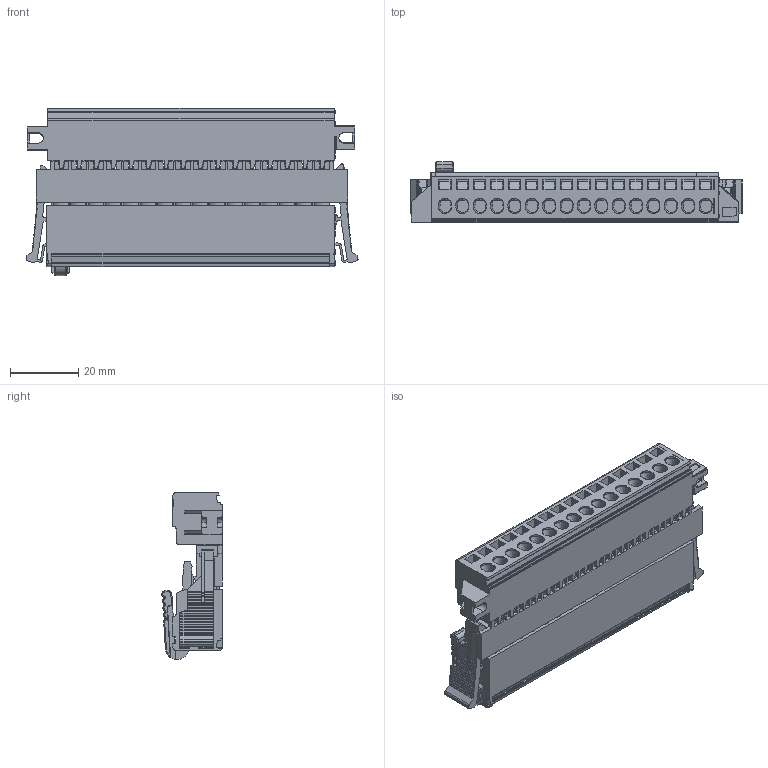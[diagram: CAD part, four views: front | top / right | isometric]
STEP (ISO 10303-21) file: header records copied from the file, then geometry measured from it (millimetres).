
FILE_DESCRIPTION(/* description */ ('Unknown'),/* implementation_level */ '2;1');
FILE_NAME(/* name */ 'DPSC5.08PMV-16W_3D_Solid',/* time_stamp */ '2026-01-13T11:22:02+06:00',/* author */ ('Unknown'),/* organization */ ('Unknown'),/* preprocessor_version */ 'ST-DEVELOPER v16.7',/* originating_system */ 'Solid Edge',/* authorisation */ 'Unknown');
FILE_SCHEMA (('AUTOMOTIVE_DESIGN {1 0 10303 214 3 1 1}'));
Products named in the file (1): DPSC5.08PMV-16W_3D_Solid
Bounding box: 97.07 x 17.72 x 48.91 mm (x, y, z)
Volume: 44078.3 mm3; surface area: 25961 mm2
Topology: 1 solids, 115 shells, 7146 faces, 20122 edges, 13463 vertices
Faces by surface type: plane 5078, cylinder 1126, bspline 833, torus 41, sphere 34, cone 34
Full cylindrical faces by diameter (mm): 0.8 x7, 1.2 x3, 1.5 x26
Entity records: 246940 total; most frequent: CARTESIAN_POINT 68591, ORIENTED_EDGE 39982, DIRECTION 32004, EDGE_CURVE 19991, LINE 14700, VECTOR 14700, VERTEX_POINT 13423, AXIS2_PLACEMENT_3D 8652
